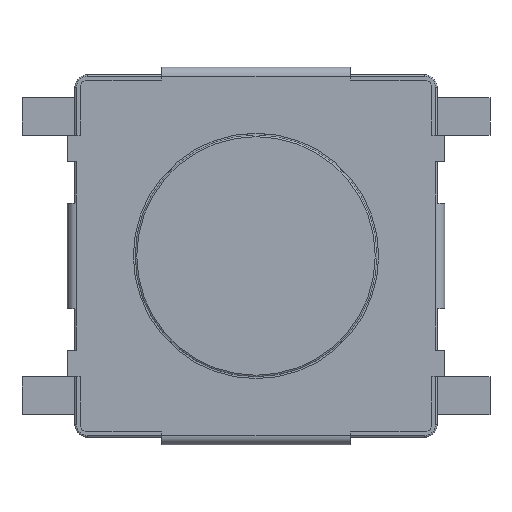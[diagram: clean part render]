
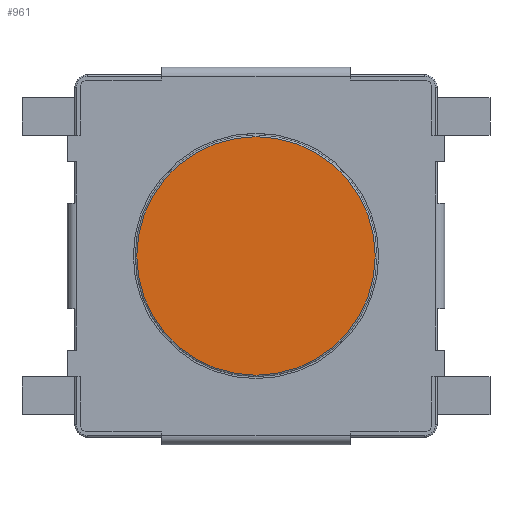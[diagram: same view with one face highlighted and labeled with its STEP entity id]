
A CAD part, top view. The second image highlights one B-rep face of the part: STEP entity #961.
In plain terms, the highlighted planar face has unit normal (0, 0, 1).
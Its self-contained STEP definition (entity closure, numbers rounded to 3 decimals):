
#961 = ADVANCED_FACE( '', ( #1880 ), #1881, .T. );
#1880 = FACE_OUTER_BOUND( '', #2358, .T. );
#1881 = PLANE( '', #2359 );
#2358 = EDGE_LOOP( '', ( #3238 ) );
#2359 = AXIS2_PLACEMENT_3D( '', #3239, #3240, #3241 );
#3238 = ORIENTED_EDGE( '', *, *, #4317, .T. );
#3239 = CARTESIAN_POINT( '', ( -1.6, 0., 0.8 ) );
#3240 = DIRECTION( '', ( 0., 0., 1. ) );
#3241 = DIRECTION( '', ( 1., 0., 0. ) );
#4317 = EDGE_CURVE( '', #4892, #4892, #4893, .T. );
#4892 = VERTEX_POINT( '', #5295 );
#4893 = CIRCLE( '', #5296, 1.58 );
#5295 = CARTESIAN_POINT( '', ( 1.58, 0., 0.8 ) );
#5296 = AXIS2_PLACEMENT_3D( '', #5638, #5639, #5640 );
#5638 = CARTESIAN_POINT( '', ( 0., 0., 0.8 ) );
#5639 = DIRECTION( '', ( 0., 0., 1. ) );
#5640 = DIRECTION( '', ( 1., 0., 0. ) );
